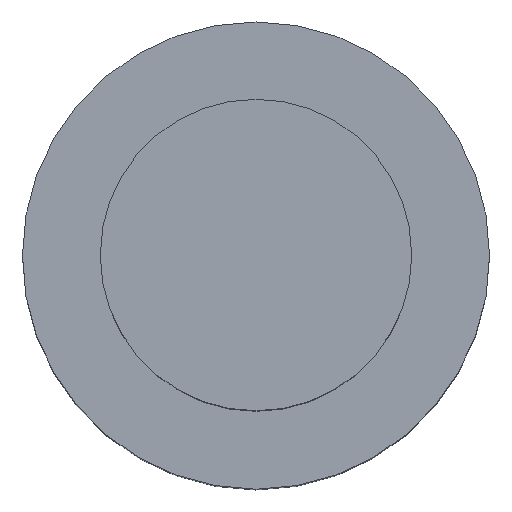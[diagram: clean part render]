
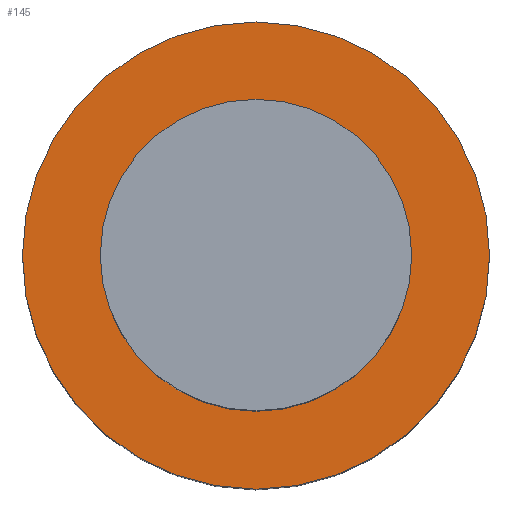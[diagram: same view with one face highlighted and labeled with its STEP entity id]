
A CAD part, top view. The second image highlights one B-rep face of the part: STEP entity #145.
In plain terms, the highlighted planar face has unit normal (0, 0, 1).
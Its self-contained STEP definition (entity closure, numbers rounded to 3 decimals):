
#6 = EDGE_CURVE ( 'NONE', #195, #124, #257, .T. ) ;
#10 = DIRECTION ( 'NONE',  ( 1., 0., 0. ) ) ;
#12 = PLANE ( 'NONE',  #155 ) ;
#20 = EDGE_LOOP ( 'NONE', ( #119, #147 ) ) ;
#22 = VERTEX_POINT ( 'NONE', #201 ) ;
#46 = DIRECTION ( 'NONE',  ( 1., 0., 0. ) ) ;
#49 = DIRECTION ( 'NONE',  ( 0., 0., 1. ) ) ;
#51 = CARTESIAN_POINT ( 'NONE',  ( 0., 0., 15. ) ) ;
#52 = CARTESIAN_POINT ( 'NONE',  ( -10., 0., 15. ) ) ;
#55 = AXIS2_PLACEMENT_3D ( 'NONE', #105, #264, #107 ) ;
#61 = VERTEX_POINT ( 'NONE', #200 ) ;
#63 = ORIENTED_EDGE ( 'NONE', *, *, #126, .T. ) ;
#65 = EDGE_CURVE ( 'NONE', #124, #195, #204, .T. ) ;
#68 = CARTESIAN_POINT ( 'NONE',  ( 10., 0., 15. ) ) ;
#94 = CARTESIAN_POINT ( 'NONE',  ( 0., 0., 15. ) ) ;
#96 = FACE_BOUND ( 'NONE', #20, .T. ) ;
#105 = CARTESIAN_POINT ( 'NONE',  ( 0., 0., 15. ) ) ;
#107 = DIRECTION ( 'NONE',  ( 1., 0., 0. ) ) ;
#116 = CIRCLE ( 'NONE', #252, 15. ) ;
#119 = ORIENTED_EDGE ( 'NONE', *, *, #6, .F. ) ;
#124 = VERTEX_POINT ( 'NONE', #68 ) ;
#126 = EDGE_CURVE ( 'NONE', #61, #22, #268, .T. ) ;
#133 = EDGE_CURVE ( 'NONE', #22, #61, #116, .T. ) ;
#136 = CARTESIAN_POINT ( 'NONE',  ( 0., 0., 15. ) ) ;
#139 = DIRECTION ( 'NONE',  ( 1., 0., 0. ) ) ;
#145 = ADVANCED_FACE ( 'NONE', ( #96, #162 ), #12, .T. ) ;
#147 = ORIENTED_EDGE ( 'NONE', *, *, #65, .F. ) ;
#148 = ORIENTED_EDGE ( 'NONE', *, *, #133, .T. ) ;
#155 = AXIS2_PLACEMENT_3D ( 'NONE', #51, #159, #139 ) ;
#159 = DIRECTION ( 'NONE',  ( 0., 0., 1. ) ) ;
#161 = DIRECTION ( 'NONE',  ( 1., 0., 0. ) ) ;
#162 = FACE_OUTER_BOUND ( 'NONE', #279, .T. ) ;
#176 = AXIS2_PLACEMENT_3D ( 'NONE', #199, #265, #46 ) ;
#195 = VERTEX_POINT ( 'NONE', #52 ) ;
#199 = CARTESIAN_POINT ( 'NONE',  ( 0., 0., 15. ) ) ;
#200 = CARTESIAN_POINT ( 'NONE',  ( -15., 0., 15. ) ) ;
#201 = CARTESIAN_POINT ( 'NONE',  ( 15., 0., 15. ) ) ;
#204 = CIRCLE ( 'NONE', #55, 10. ) ;
#219 = AXIS2_PLACEMENT_3D ( 'NONE', #136, #49, #161 ) ;
#247 = DIRECTION ( 'NONE',  ( 0., 0., 1. ) ) ;
#252 = AXIS2_PLACEMENT_3D ( 'NONE', #94, #247, #10 ) ;
#257 = CIRCLE ( 'NONE', #176, 10. ) ;
#264 = DIRECTION ( 'NONE',  ( 0., 0., 1. ) ) ;
#265 = DIRECTION ( 'NONE',  ( 0., 0., 1. ) ) ;
#268 = CIRCLE ( 'NONE', #219, 15. ) ;
#279 = EDGE_LOOP ( 'NONE', ( #63, #148 ) ) ;
